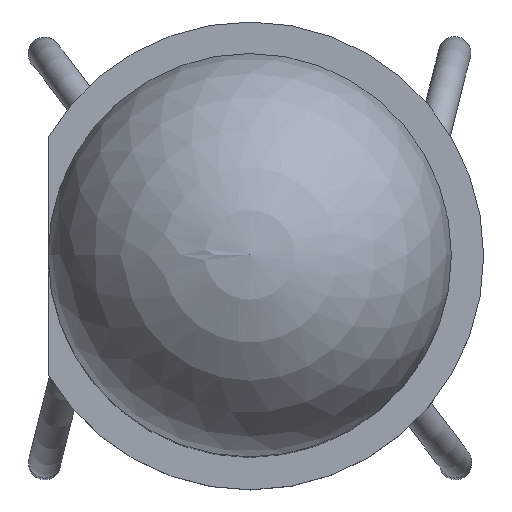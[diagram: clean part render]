
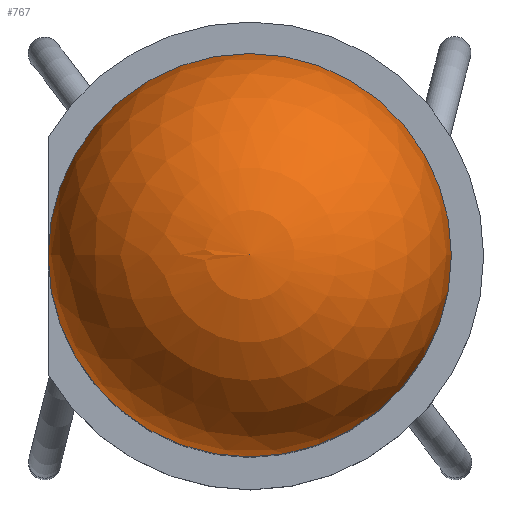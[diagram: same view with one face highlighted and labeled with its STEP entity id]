
A CAD part, top view. The second image highlights one B-rep face of the part: STEP entity #767.
In plain terms, the highlighted spherical face has radius 2.5 mm.
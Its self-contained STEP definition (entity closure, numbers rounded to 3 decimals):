
#748 = VERTEX_POINT('',#749);
#749 = CARTESIAN_POINT('',(-2.5,0.,6.1));
#755 = EDGE_CURVE('',#748,#748,#756,.T.);
#756 = CIRCLE('',#757,2.5);
#757 = AXIS2_PLACEMENT_3D('',#758,#759,#760);
#758 = CARTESIAN_POINT('',(0.,0.,6.1));
#759 = DIRECTION('',(0.,0.,1.));
#760 = DIRECTION('',(-1.,0.,0.));
#767 = ADVANCED_FACE('',(#768),#781,.T.);
#768 = FACE_BOUND('',#769,.T.);
#769 = EDGE_LOOP('',(#770,#779,#780));
#770 = ORIENTED_EDGE('',*,*,#771,.T.);
#771 = EDGE_CURVE('',#772,#748,#774,.T.);
#772 = VERTEX_POINT('',#773);
#773 = CARTESIAN_POINT('',(0.,0.,8.6));
#774 = CIRCLE('',#775,2.5);
#775 = AXIS2_PLACEMENT_3D('',#776,#777,#778);
#776 = CARTESIAN_POINT('',(0.,0.,6.1));
#777 = DIRECTION('',(0.,-1.,0.));
#778 = DIRECTION('',(1.,0.,0.));
#779 = ORIENTED_EDGE('',*,*,#755,.T.);
#780 = ORIENTED_EDGE('',*,*,#771,.F.);
#781 = SPHERICAL_SURFACE('',#782,2.5);
#782 = AXIS2_PLACEMENT_3D('',#783,#784,#785);
#783 = CARTESIAN_POINT('',(0.,0.,6.1));
#784 = DIRECTION('',(-0.,0.,-1.));
#785 = DIRECTION('',(-1.,0.,0.));
